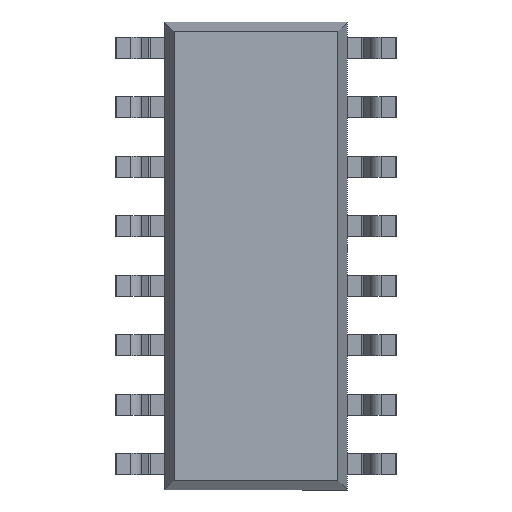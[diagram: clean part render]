
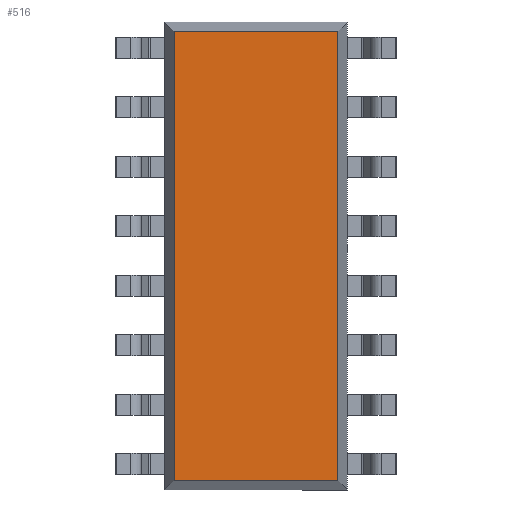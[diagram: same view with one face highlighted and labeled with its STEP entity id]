
A CAD part, front view. The second image highlights one B-rep face of the part: STEP entity #516.
In plain terms, the highlighted planar face has unit normal (0, -1, 0).
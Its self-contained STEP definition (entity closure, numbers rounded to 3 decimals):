
#432 = DIRECTION ( 'NONE',  ( 0., 0., -1. ) ) ;
#496 = VECTOR ( 'NONE', #432, 1000. ) ;
#516 = ADVANCED_FACE ( 'NONE', ( #1890 ), #2472, .T. ) ;
#523 = VERTEX_POINT ( 'NONE', #5397 ) ;
#974 = ORIENTED_EDGE ( 'NONE', *, *, #5975, .T. ) ;
#1332 = DIRECTION ( 'NONE',  ( 0., 0., -1. ) ) ;
#1437 = LINE ( 'NONE', #5096, #7422 ) ;
#1641 = CARTESIAN_POINT ( 'NONE',  ( 1.749, 0.1, 4.799 ) ) ;
#1749 = CARTESIAN_POINT ( 'NONE',  ( -1.95, 0.1, -4.799 ) ) ;
#1788 = ORIENTED_EDGE ( 'NONE', *, *, #1920, .T. ) ;
#1890 = FACE_OUTER_BOUND ( 'NONE', #3627, .T. ) ;
#1920 = EDGE_CURVE ( 'NONE', #2245, #4801, #2583, .T. ) ;
#2086 = LINE ( 'NONE', #6473, #3986 ) ;
#2245 = VERTEX_POINT ( 'NONE', #4643 ) ;
#2472 = PLANE ( 'NONE',  #4923 ) ;
#2583 = LINE ( 'NONE', #3287, #496 ) ;
#3018 = DIRECTION ( 'NONE',  ( -1., 0., 0. ) ) ;
#3287 = CARTESIAN_POINT ( 'NONE',  ( -1.749, 0.1, 5. ) ) ;
#3627 = EDGE_LOOP ( 'NONE', ( #5723, #974, #4097, #1788 ) ) ;
#3902 = DIRECTION ( 'NONE',  ( 0., 0., 1. ) ) ;
#3986 = VECTOR ( 'NONE', #3018, 1000. ) ;
#4097 = ORIENTED_EDGE ( 'NONE', *, *, #5395, .T. ) ;
#4224 = CARTESIAN_POINT ( 'NONE',  ( 0., 0.1, 0. ) ) ;
#4583 = DIRECTION ( 'NONE',  ( 1., 0., 0. ) ) ;
#4643 = CARTESIAN_POINT ( 'NONE',  ( -1.749, 0.1, 4.799 ) ) ;
#4801 = VERTEX_POINT ( 'NONE', #5296 ) ;
#4825 = DIRECTION ( 'NONE',  ( 0., -1., 0. ) ) ;
#4923 = AXIS2_PLACEMENT_3D ( 'NONE', #4224, #4825, #1332 ) ;
#4940 = LINE ( 'NONE', #1749, #5316 ) ;
#5096 = CARTESIAN_POINT ( 'NONE',  ( 1.749, 0.1, -5. ) ) ;
#5296 = CARTESIAN_POINT ( 'NONE',  ( -1.749, 0.1, -4.799 ) ) ;
#5316 = VECTOR ( 'NONE', #4583, 1000. ) ;
#5395 = EDGE_CURVE ( 'NONE', #7191, #2245, #2086, .T. ) ;
#5397 = CARTESIAN_POINT ( 'NONE',  ( 1.749, 0.1, -4.799 ) ) ;
#5723 = ORIENTED_EDGE ( 'NONE', *, *, #7151, .T. ) ;
#5975 = EDGE_CURVE ( 'NONE', #523, #7191, #1437, .T. ) ;
#6473 = CARTESIAN_POINT ( 'NONE',  ( 1.95, 0.1, 4.799 ) ) ;
#7151 = EDGE_CURVE ( 'NONE', #4801, #523, #4940, .T. ) ;
#7191 = VERTEX_POINT ( 'NONE', #1641 ) ;
#7422 = VECTOR ( 'NONE', #3902, 1000. ) ;
